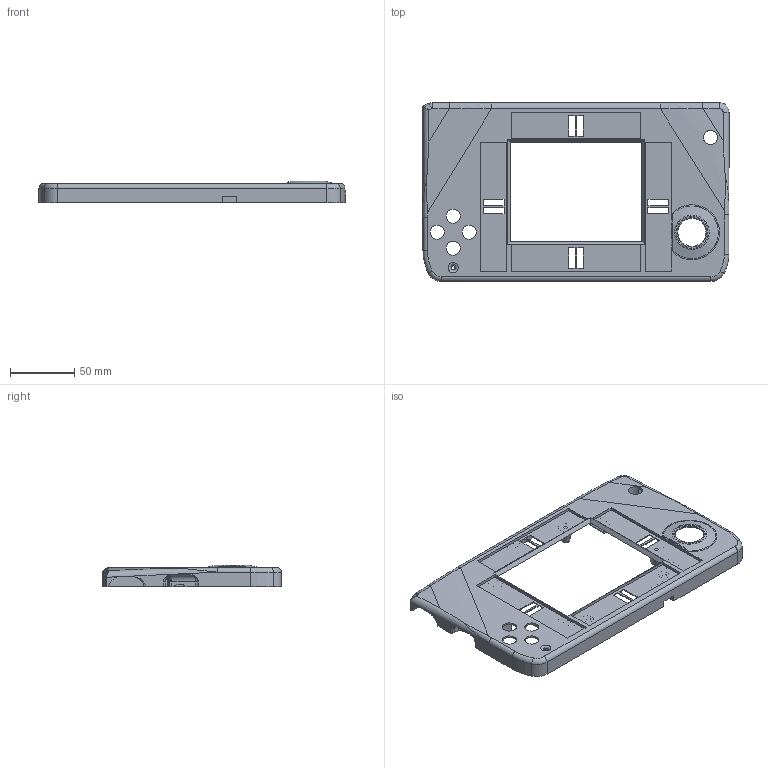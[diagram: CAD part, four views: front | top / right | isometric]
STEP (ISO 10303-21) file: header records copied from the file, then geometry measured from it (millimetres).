
FILE_DESCRIPTION(/* description */ (''),/* implementation_level */ '2;1');
FILE_NAME(/* name */ 'EnclosureTop.step',/* time_stamp */ '2023-09-03T17:50:33+02:00',/* author */ (''),/* organization */ (''),/* preprocessor_version */ 'ST-DEVELOPER v20',/* originating_system */ 'Autodesk Translation Framework v12.9.0.99',/* authorisation */ '');
FILE_SCHEMA (('AUTOMOTIVE_DESIGN { 1 0 10303 214 3 1 1 }'));
Length unit declared in the file: millimetre
Products named in the file (1): top-non-adaptive
Bounding box: 238.98 x 139.73 x 17 mm (x, y, z)
Volume: 79787.8 mm3; surface area: 79256.4 mm2
Topology: 1 solids, 3 shells, 451 faces, 1167 edges, 754 vertices
Faces by surface type: plane 277, cylinder 111, bspline 38, torus 14, cone 11
Full cylindrical faces by diameter (mm): 2.75 x1, 3 x17, 4 x1, 4.2 x15, 6 x1, 8 x2, 11 x5, 22 x1
Entity records: 15305 total; most frequent: CARTESIAN_POINT 4288, ORIENTED_EDGE 2322, DIRECTION 2170, EDGE_CURVE 1161, VERTEX_POINT 754, LINE 746, VECTOR 746, AXIS2_PLACEMENT_3D 712
